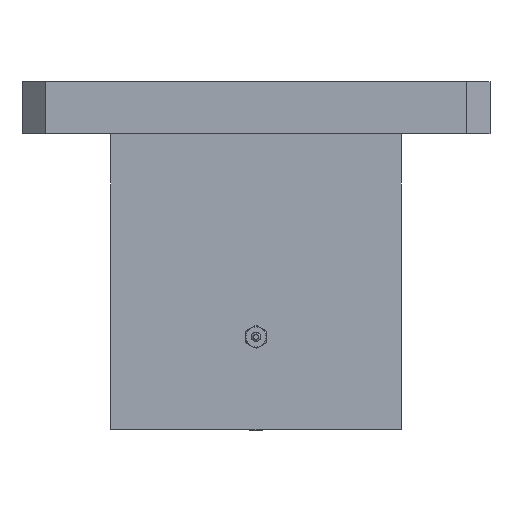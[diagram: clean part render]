
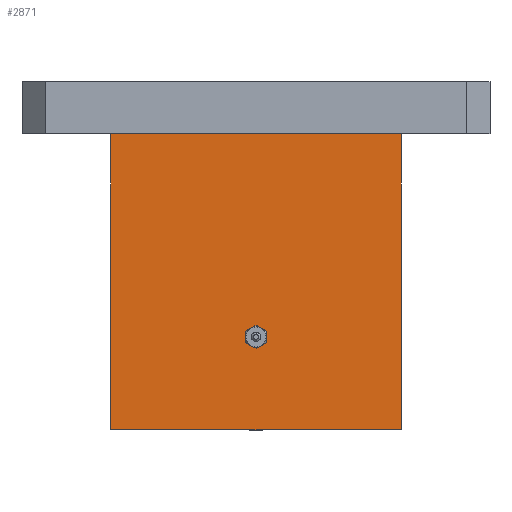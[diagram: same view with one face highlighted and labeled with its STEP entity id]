
A CAD part, front view. The second image highlights one B-rep face of the part: STEP entity #2871.
In plain terms, the highlighted planar face has unit normal (0, -1, 0).
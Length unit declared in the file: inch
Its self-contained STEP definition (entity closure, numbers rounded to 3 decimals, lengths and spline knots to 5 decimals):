
#117 = DIRECTION ( 'NONE',  ( 0., 0., -1. ) ) ;
#267 = VERTEX_POINT ( 'NONE', #1016 ) ;
#373 = CARTESIAN_POINT ( 'NONE',  ( 0.626, -0.3135, -0.225 ) ) ;
#788 = FACE_OUTER_BOUND ( 'NONE', #3921, .T. ) ;
#836 = ORIENTED_EDGE ( 'NONE', *, *, #1898, .T. ) ;
#855 = CARTESIAN_POINT ( 'NONE',  ( 0., -0.3135, -0.225 ) ) ;
#856 = EDGE_CURVE ( 'NONE', #1655, #2392, #1622, .T. ) ;
#1016 = CARTESIAN_POINT ( 'NONE',  ( -0.626, -0.3135, -0.225 ) ) ;
#1111 = PLANE ( 'NONE',  #2604 ) ;
#1135 = EDGE_CURVE ( 'NONE', #2948, #267, #1520, .T. ) ;
#1295 = CARTESIAN_POINT ( 'NONE',  ( -0.626, -0.3135, -1.5 ) ) ;
#1402 = ORIENTED_EDGE ( 'NONE', *, *, #1927, .F. ) ;
#1520 = LINE ( 'NONE', #855, #2938 ) ;
#1580 = VECTOR ( 'NONE', #4289, 39.37008 ) ;
#1622 = LINE ( 'NONE', #1295, #1580 ) ;
#1655 = VERTEX_POINT ( 'NONE', #3159 ) ;
#1656 = LINE ( 'NONE', #2380, #2144 ) ;
#1898 = EDGE_CURVE ( 'NONE', #2392, #2948, #1656, .T. ) ;
#1927 = EDGE_CURVE ( 'NONE', #1655, #267, #3745, .T. ) ;
#2144 = VECTOR ( 'NONE', #4419, 39.37008 ) ;
#2380 = CARTESIAN_POINT ( 'NONE',  ( 0.626, -0.3135, -1.5 ) ) ;
#2392 = VERTEX_POINT ( 'NONE', #3818 ) ;
#2604 = AXIS2_PLACEMENT_3D ( 'NONE', #4169, #2794, #117 ) ;
#2794 = DIRECTION ( 'NONE',  ( 0., -1., 0. ) ) ;
#2871 = ADVANCED_FACE ( 'NONE', ( #788 ), #1111, .T. ) ;
#2938 = VECTOR ( 'NONE', #3626, 39.37008 ) ;
#2948 = VERTEX_POINT ( 'NONE', #373 ) ;
#3031 = ORIENTED_EDGE ( 'NONE', *, *, #1135, .T. ) ;
#3159 = CARTESIAN_POINT ( 'NONE',  ( -0.626, -0.3135, -1.5 ) ) ;
#3578 = VECTOR ( 'NONE', #4090, 39.37008 ) ;
#3626 = DIRECTION ( 'NONE',  ( -1., 0., 0. ) ) ;
#3662 = ORIENTED_EDGE ( 'NONE', *, *, #856, .T. ) ;
#3745 = LINE ( 'NONE', #4068, #3578 ) ;
#3818 = CARTESIAN_POINT ( 'NONE',  ( 0.626, -0.3135, -1.5 ) ) ;
#3921 = EDGE_LOOP ( 'NONE', ( #836, #3031, #1402, #3662 ) ) ;
#4068 = CARTESIAN_POINT ( 'NONE',  ( -0.626, -0.3135, -1.5 ) ) ;
#4090 = DIRECTION ( 'NONE',  ( 0., 0., 1. ) ) ;
#4169 = CARTESIAN_POINT ( 'NONE',  ( -0.626, -0.3135, -1.5 ) ) ;
#4289 = DIRECTION ( 'NONE',  ( 1., 0., 0. ) ) ;
#4419 = DIRECTION ( 'NONE',  ( 0., 0., 1. ) ) ;
